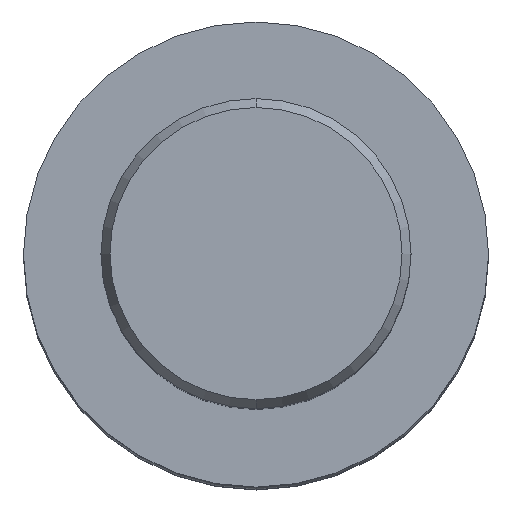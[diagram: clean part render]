
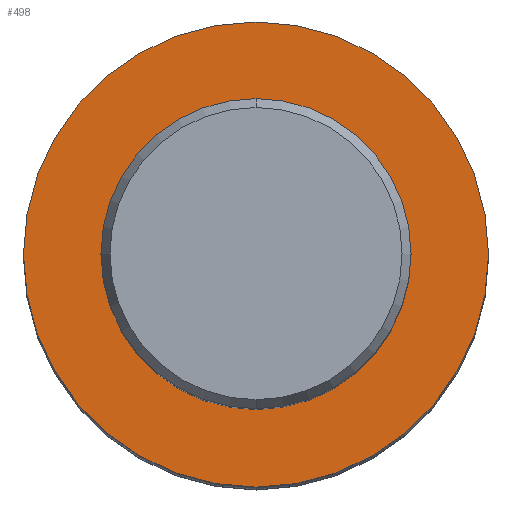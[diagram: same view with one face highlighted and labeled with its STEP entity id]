
A CAD part, top view. The second image highlights one B-rep face of the part: STEP entity #498.
In plain terms, the highlighted planar face has unit normal (0, 0, 1).
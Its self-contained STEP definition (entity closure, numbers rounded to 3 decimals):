
#238=EDGE_CURVE('',#396,#472,#607,.T.);
#320=EDGE_CURVE('',#364,#506,#698,.T.);
#326=EDGE_CURVE('',#506,#364,#705,.T.);
#344=EDGE_CURVE('',#472,#396,#725,.T.);
#364=VERTEX_POINT('',#747);
#396=VERTEX_POINT('',#782);
#472=VERTEX_POINT('',#863);
#498=ADVANCED_FACE('',(#891,#892),#893,.T.);
#506=VERTEX_POINT('',#901);
#607=CIRCLE('',#1040,30.0);
#698=CIRCLE('',#1177,20.0);
#705=CIRCLE('',#1187,20.0);
#725=CIRCLE('',#1239,30.0);
#747=CARTESIAN_POINT('',(0.0,20.0,-70.0));
#782=CARTESIAN_POINT('',(0.,-30.0,-70.0));
#863=CARTESIAN_POINT('',(0.0,30.0,-70.0));
#891=FACE_BOUND('',#1540,.T.);
#892=FACE_OUTER_BOUND('',#1541,.T.);
#893=PLANE('',#1542);
#901=CARTESIAN_POINT('',(0.,-20.0,-70.0));
#1040=AXIS2_PLACEMENT_3D('',#1781,#1782,#1783);
#1177=AXIS2_PLACEMENT_3D('',#1902,#1903,#1904);
#1187=AXIS2_PLACEMENT_3D('',#1914,#1915,#1916);
#1239=AXIS2_PLACEMENT_3D('',#1940,#1941,#1942);
#1540=EDGE_LOOP('',(#2120,#2121));
#1541=EDGE_LOOP('',(#2122,#2123));
#1542=AXIS2_PLACEMENT_3D('',#2124,#2125,#2126);
#1781=CARTESIAN_POINT('',(0.0,0.0,-70.0));
#1782=DIRECTION('',(0.0,0.0,-1.0));
#1783=DIRECTION('',(0.0,1.0,0.0));
#1902=CARTESIAN_POINT('',(0.0,0.0,-70.0));
#1903=DIRECTION('',(-0.0,0.0,-1.0));
#1904=DIRECTION('',(0.0,1.0,0.0));
#1914=CARTESIAN_POINT('',(0.0,0.0,-70.0));
#1915=DIRECTION('',(-0.0,0.0,-1.0));
#1916=DIRECTION('',(0.0,1.0,0.0));
#1940=CARTESIAN_POINT('',(0.0,0.0,-70.0));
#1941=DIRECTION('',(0.0,0.0,-1.0));
#1942=DIRECTION('',(0.0,1.0,0.0));
#2120=ORIENTED_EDGE('',*,*,#320,.T.);
#2121=ORIENTED_EDGE('',*,*,#326,.T.);
#2122=ORIENTED_EDGE('',*,*,#344,.F.);
#2123=ORIENTED_EDGE('',*,*,#238,.F.);
#2124=CARTESIAN_POINT('',(0.0,15.0,-70.0));
#2125=DIRECTION('',(-0.0,0.0,1.0));
#2126=DIRECTION('',(0.0,-1.0,0.0));
